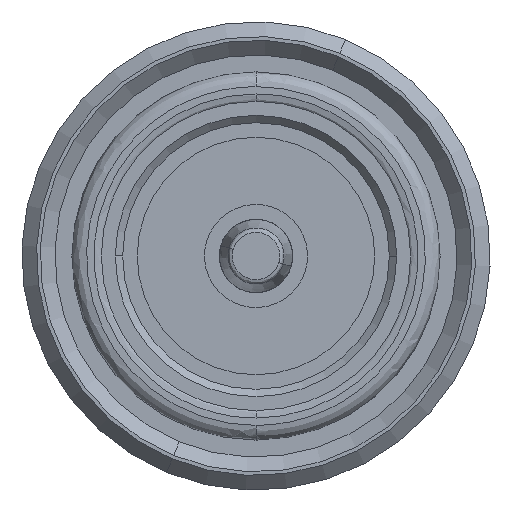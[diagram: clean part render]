
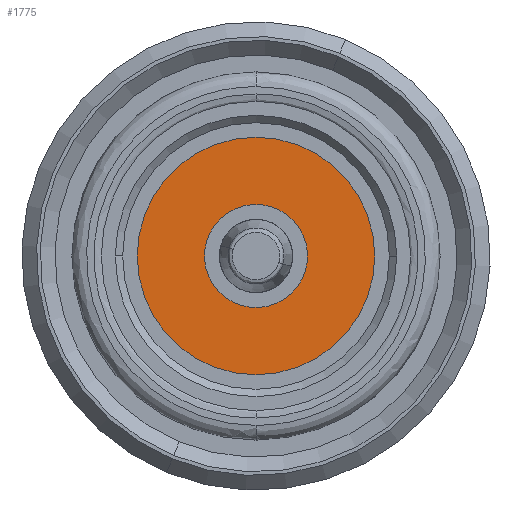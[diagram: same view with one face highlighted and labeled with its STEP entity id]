
A CAD part, left-side view. The second image highlights one B-rep face of the part: STEP entity #1775.
In plain terms, the highlighted planar face has unit normal (-1, 0, 0).
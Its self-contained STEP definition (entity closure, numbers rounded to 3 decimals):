
#276 = EDGE_CURVE ( 'NONE', #1676, #1937, #690, .T. ) ;
#474 = EDGE_LOOP ( 'NONE', ( #1992, #2092 ) ) ;
#567 = FACE_OUTER_BOUND ( 'NONE', #4501, .T. ) ;
#690 = CIRCLE ( 'NONE', #3022, 8.06 ) ;
#737 = CIRCLE ( 'NONE', #2621, 3.5 ) ;
#832 = DIRECTION ( 'NONE',  ( 0., 1., 0. ) ) ;
#846 = ORIENTED_EDGE ( 'NONE', *, *, #276, .T. ) ;
#1087 = DIRECTION ( 'NONE',  ( 0., -1., 0. ) ) ;
#1111 = CARTESIAN_POINT ( 'NONE',  ( 9.8, -8.06, 0. ) ) ;
#1357 = CARTESIAN_POINT ( 'NONE',  ( 9.8, 0., 0. ) ) ;
#1416 = CIRCLE ( 'NONE', #6210, 3.5 ) ;
#1495 = VERTEX_POINT ( 'NONE', #4197 ) ;
#1581 = DIRECTION ( 'NONE',  ( -1., 0., 0. ) ) ;
#1676 = VERTEX_POINT ( 'NONE', #2021 ) ;
#1775 = ADVANCED_FACE ( 'NONE', ( #2800, #567 ), #5028, .T. ) ;
#1937 = VERTEX_POINT ( 'NONE', #1111 ) ;
#1992 = ORIENTED_EDGE ( 'NONE', *, *, #3969, .F. ) ;
#2021 = CARTESIAN_POINT ( 'NONE',  ( 9.8, 8.06, 0. ) ) ;
#2092 = ORIENTED_EDGE ( 'NONE', *, *, #2455, .F. ) ;
#2176 = DIRECTION ( 'NONE',  ( -1., 0., 0. ) ) ;
#2455 = EDGE_CURVE ( 'NONE', #1495, #2870, #1416, .T. ) ;
#2621 = AXIS2_PLACEMENT_3D ( 'NONE', #3336, #2799, #5324 ) ;
#2657 = DIRECTION ( 'NONE',  ( 0., -1., 0. ) ) ;
#2700 = EDGE_CURVE ( 'NONE', #1937, #1676, #4252, .T. ) ;
#2799 = DIRECTION ( 'NONE',  ( -1., 0., 0. ) ) ;
#2800 = FACE_BOUND ( 'NONE', #474, .T. ) ;
#2870 = VERTEX_POINT ( 'NONE', #3713 ) ;
#3022 = AXIS2_PLACEMENT_3D ( 'NONE', #1357, #4367, #832 ) ;
#3037 = AXIS2_PLACEMENT_3D ( 'NONE', #6288, #2176, #3721 ) ;
#3336 = CARTESIAN_POINT ( 'NONE',  ( 9.8, 0., 0. ) ) ;
#3713 = CARTESIAN_POINT ( 'NONE',  ( 9.8, 3.36, 0.979 ) ) ;
#3721 = DIRECTION ( 'NONE',  ( 0., 1., 0. ) ) ;
#3969 = EDGE_CURVE ( 'NONE', #2870, #1495, #737, .T. ) ;
#4197 = CARTESIAN_POINT ( 'NONE',  ( 9.8, -3.36, -0.979 ) ) ;
#4252 = CIRCLE ( 'NONE', #3037, 8.06 ) ;
#4367 = DIRECTION ( 'NONE',  ( -1., 0., 0. ) ) ;
#4384 = ORIENTED_EDGE ( 'NONE', *, *, #2700, .T. ) ;
#4501 = EDGE_LOOP ( 'NONE', ( #846, #4384 ) ) ;
#4686 = AXIS2_PLACEMENT_3D ( 'NONE', #6067, #1581, #2657 ) ;
#5028 = PLANE ( 'NONE',  #4686 ) ;
#5324 = DIRECTION ( 'NONE',  ( 0., -1., 0. ) ) ;
#5607 = DIRECTION ( 'NONE',  ( -1., 0., 0. ) ) ;
#5625 = CARTESIAN_POINT ( 'NONE',  ( 9.8, 0., 0. ) ) ;
#6067 = CARTESIAN_POINT ( 'NONE',  ( 9.8, 0., 0. ) ) ;
#6210 = AXIS2_PLACEMENT_3D ( 'NONE', #5625, #5607, #1087 ) ;
#6288 = CARTESIAN_POINT ( 'NONE',  ( 9.8, 0., 0. ) ) ;
